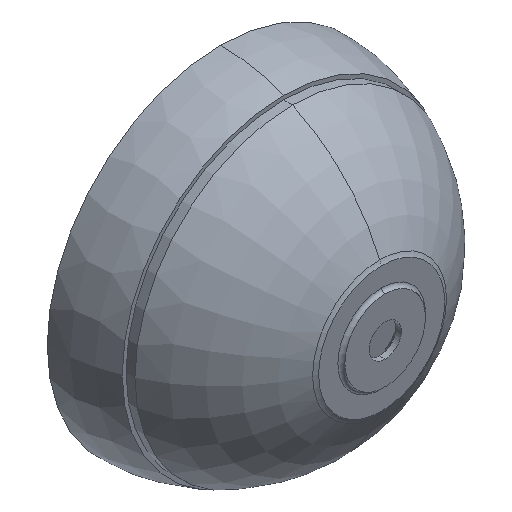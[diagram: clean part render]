
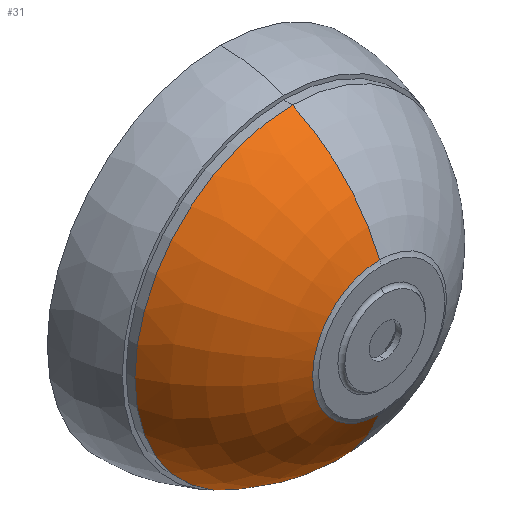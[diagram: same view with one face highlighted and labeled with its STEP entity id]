
A CAD part, isometric view. The second image highlights one B-rep face of the part: STEP entity #31.
In plain terms, the highlighted toroidal (fillet/blend) face has major radius 1.971 mm and minor radius 245.529 mm.
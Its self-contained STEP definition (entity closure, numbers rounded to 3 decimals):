
#31 = ADVANCED_FACE ( 'NONE', ( #96 ), #135, .T. ) ;
#52 = AXIS2_PLACEMENT_3D ( 'NONE', #576, #236, #250 ) ;
#55 = VERTEX_POINT ( 'NONE', #528 ) ;
#56 = AXIS2_PLACEMENT_3D ( 'NONE', #550, #547, #503 ) ;
#76 = VERTEX_POINT ( 'NONE', #443 ) ;
#77 = EDGE_CURVE ( 'NONE', #304, #168, #586, .T. ) ;
#83 = ORIENTED_EDGE ( 'NONE', *, *, #77, .T. ) ;
#89 = AXIS2_PLACEMENT_3D ( 'NONE', #572, #452, #454 ) ;
#92 = ORIENTED_EDGE ( 'NONE', *, *, #486, .T. ) ;
#96 = FACE_OUTER_BOUND ( 'NONE', #525, .T. ) ;
#102 = ORIENTED_EDGE ( 'NONE', *, *, #461, .F. ) ;
#120 = DIRECTION ( 'NONE',  ( 0., 0., -1. ) ) ;
#121 = DIRECTION ( 'NONE',  ( 0., -1., 0. ) ) ;
#124 = CARTESIAN_POINT ( 'NONE',  ( 0., 8., 0. ) ) ;
#135 = TOROIDAL_SURFACE ( 'NONE', #89, 1.971, 245.529 ) ;
#168 = VERTEX_POINT ( 'NONE', #416 ) ;
#186 = CIRCLE ( 'NONE', #52, 245.529 ) ;
#207 = AXIS2_PLACEMENT_3D ( 'NONE', #124, #121, #120 ) ;
#236 = DIRECTION ( 'NONE',  ( 1., 0., 0. ) ) ;
#237 = CIRCLE ( 'NONE', #207, 95.541 ) ;
#250 = DIRECTION ( 'NONE',  ( 0., 0., -1. ) ) ;
#255 = ORIENTED_EDGE ( 'NONE', *, *, #288, .F. ) ;
#288 = EDGE_CURVE ( 'NONE', #304, #76, #186, .T. ) ;
#304 = VERTEX_POINT ( 'NONE', #573 ) ;
#313 = AXIS2_PLACEMENT_3D ( 'NONE', #575, #580, #531 ) ;
#416 = CARTESIAN_POINT ( 'NONE',  ( 0., 132.323, -225. ) ) ;
#443 = CARTESIAN_POINT ( 'NONE',  ( 0., 8., 95.541 ) ) ;
#452 = DIRECTION ( 'NONE',  ( 0., -1., 0. ) ) ;
#454 = DIRECTION ( 'NONE',  ( 0., 0., -1. ) ) ;
#461 = EDGE_CURVE ( 'NONE', #76, #55, #237, .T. ) ;
#486 = EDGE_CURVE ( 'NONE', #168, #55, #505, .T. ) ;
#503 = DIRECTION ( 'NONE',  ( 0., 0., 1. ) ) ;
#505 = CIRCLE ( 'NONE', #56, 245.529 ) ;
#525 = EDGE_LOOP ( 'NONE', ( #255, #83, #92, #102 ) ) ;
#528 = CARTESIAN_POINT ( 'NONE',  ( 0., 8., -95.541 ) ) ;
#531 = DIRECTION ( 'NONE',  ( 0., 0., -1. ) ) ;
#547 = DIRECTION ( 'NONE',  ( -1., 0., 0. ) ) ;
#550 = CARTESIAN_POINT ( 'NONE',  ( 0., 235., -1.971 ) ) ;
#572 = CARTESIAN_POINT ( 'NONE',  ( 0., 235., 0. ) ) ;
#573 = CARTESIAN_POINT ( 'NONE',  ( 0., 132.323, 225. ) ) ;
#575 = CARTESIAN_POINT ( 'NONE',  ( 0., 132.323, 0. ) ) ;
#576 = CARTESIAN_POINT ( 'NONE',  ( 0., 235., 1.971 ) ) ;
#580 = DIRECTION ( 'NONE',  ( 0., -1., 0. ) ) ;
#586 = CIRCLE ( 'NONE', #313, 225. ) ;
